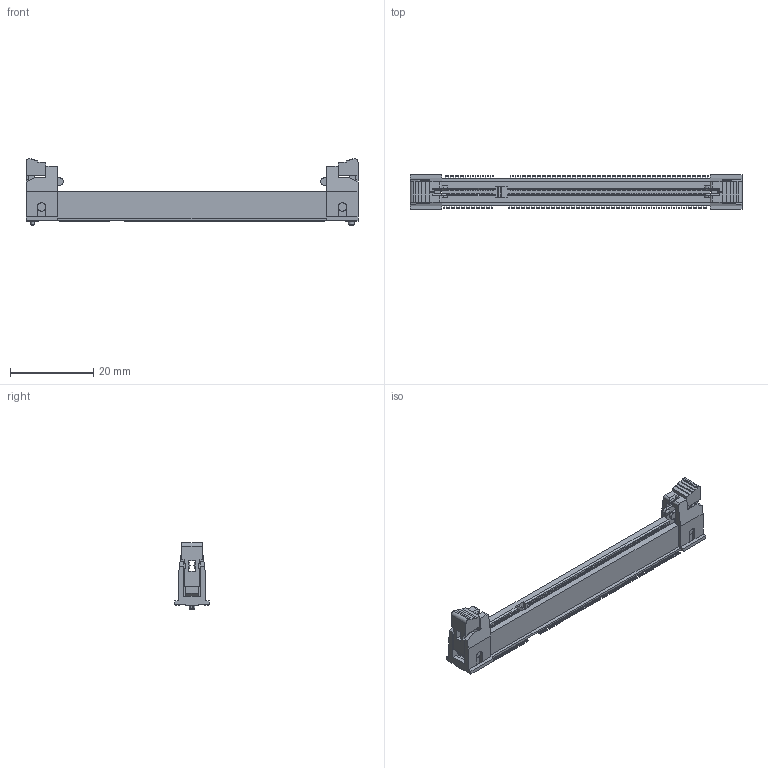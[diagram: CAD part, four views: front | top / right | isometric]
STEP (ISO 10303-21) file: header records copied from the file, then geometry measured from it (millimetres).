
FILE_DESCRIPTION((''),'2;1');
FILE_NAME('C-2040910-1','2012-09-29T',('workeradm'),('Tyco Electronics Ltd.'),'PRO/ENGINEER BY PARAMETRIC TECHNOLOGY CORPORATION, 2010430','PRO/ENGINEER BY PARAMETRIC TECHNOLOGY CORPORATION, 2010430','');
FILE_SCHEMA(('AUTOMOTIVE_DESIGN { 1 0 10303 214 1 1 1 1 }'));
Products named in the file (1): C-2040910-1
Bounding box: 79.8 x 8.4 x 16 mm (x, y, z)
Volume: 2831 mm3; surface area: 4503.6 mm2
Topology: 1 solids, 1 shells, 2347 faces, 6020 edges, 3858 vertices
Faces by surface type: plane 1690, cylinder 645, sphere 8, cone 4
Entity records: 70723 total; most frequent: CARTESIAN_POINT 12337, ORIENTED_EDGE 12024, DIRECTION 11998, EDGE_CURVE 6012, VECTOR 4688, LINE 4688, VERTEX_POINT 3858, AXIS2_PLACEMENT_3D 3655
